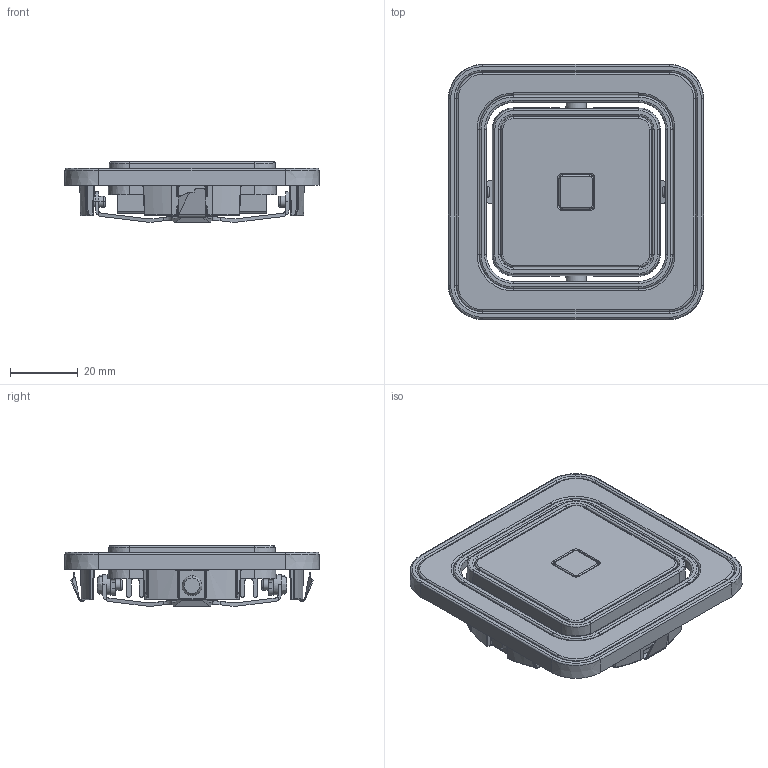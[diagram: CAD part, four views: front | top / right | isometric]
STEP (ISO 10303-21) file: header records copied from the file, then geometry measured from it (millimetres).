
FILE_DESCRIPTION(/* description */ (''),/* implementation_level */ '2;1');
FILE_NAME(/* name */ '5992563_step.stp',/* time_stamp */ '2019-07-30T07:08:43+02:00',/* author */ (''),/* organization */ (''),/* preprocessor_version */ 'ST-DEVELOPER v16.7',/* originating_system */ 'SIEMENS PLM Software NX 12.0',/* authorisation */ '');
FILE_SCHEMA (('AUTOMOTIVE_DESIGN { 1 0 10303 214 3 1 1 1 }'));
Products named in the file (1): p.sc2B04A93Aftm1
Bounding box: 75.35 x 75.35 x 17.92 mm (x, y, z)
Volume: 38291.1 mm3; surface area: 26307.6 mm2
Topology: 1 solids, 1 shells, 1136 faces, 2844 edges, 1668 vertices
Faces by surface type: cylinder 342, plane 286, bspline 213, torus 134, cone 81, sphere 77, extrusion 3
Full cylindrical faces by diameter (mm): 3.2 x4, 3.3 x2, 6 x2
Entity records: 47041 total; most frequent: CARTESIAN_POINT 18313, ORIENTED_EDGE 5568, DIRECTION 4883, EDGE_CURVE 2784, AXIS2_PLACEMENT_3D 1908, VERTEX_POINT 1665, EDGE_LOOP 1171, ADVANCED_FACE 1136
